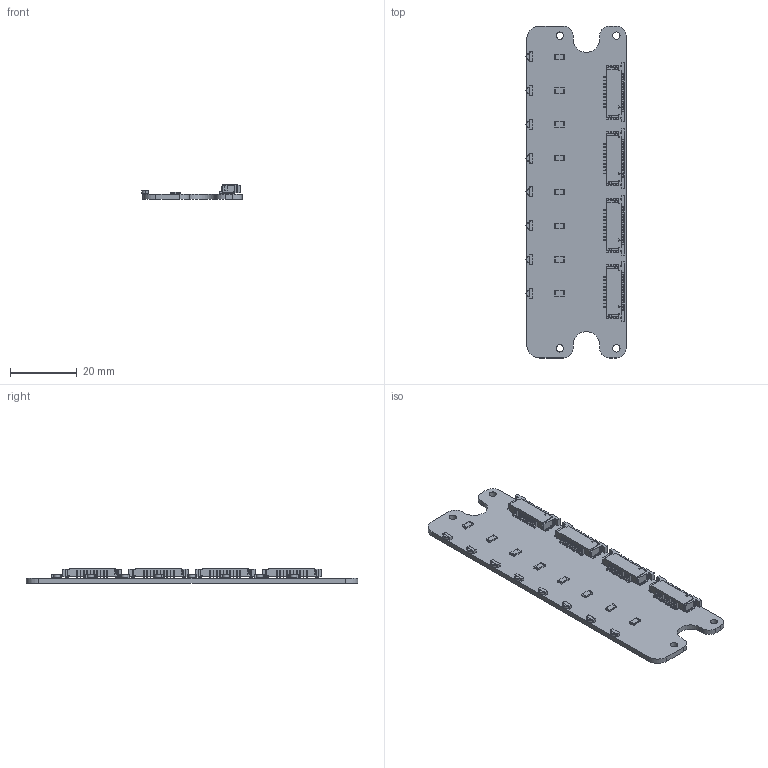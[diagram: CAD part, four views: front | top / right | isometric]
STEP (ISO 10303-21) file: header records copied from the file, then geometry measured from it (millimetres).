
FILE_DESCRIPTION(('KiCad electronic assembly'),'2;1');
FILE_NAME('PM-LED8.step','2024-10-23T08:16:03',('Pcbnew'),('Kicad'), 'Open CASCADE STEP processor 7.6','KiCad to STEP converter','Unknown' );
FILE_SCHEMA(('AUTOMOTIVE_DESIGN { 1 0 10303 214 1 1 1 1 }'));
Length unit declared in the file: millimetre
Products named in the file (8): PM-LED8 1; c-1-84953-0-a-3d; C-1-84953-0; 12-21_GHC-YR2S2_2C; R_1206_3216Metric; PM-LED8_PCB
Assembly tree (24 placements, depth 3):
  PM-LED8 1
    c-1-84953-0-a-3d  x4
      C-1-84953-0
    12-21_GHC-YR2S2_2C  x8
      12-21_GHC-YR2S2_2C
    R_1206_3216Metric  x8
      R_1206_3216Metric
    PM-LED8_PCB
Bounding box: 30.07 x 99.8 x 4.41 mm (x, y, z)
Volume: 5281.6 mm3; surface area: 8425.1 mm2
Topology: 21 solids, 21 shells, 2794 faces, 8100 edges, 5336 vertices
Faces by surface type: plane 1972, cylinder 806, torus 16
Full cylindrical faces by diameter (mm): 2.2 x4
Entity records: 21966 total; most frequent: CARTESIAN_POINT 3785, ORIENTED_EDGE 3734, DIRECTION 3591, EDGE_CURVE 1867, LINE 1463, VECTOR 1463, VERTEX_POINT 1230, AXIS2_PLACEMENT_3D 1064
